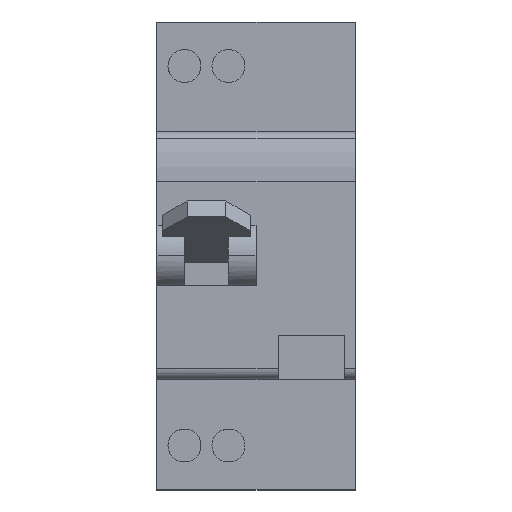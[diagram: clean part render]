
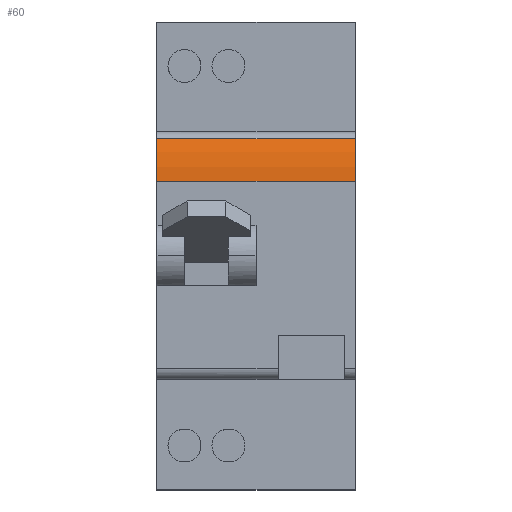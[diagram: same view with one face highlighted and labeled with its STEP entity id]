
A CAD part, top view. The second image highlights one B-rep face of the part: STEP entity #60.
In plain terms, the highlighted free-form (B-spline) face has degree [2, 1] with [9, 2] control points.
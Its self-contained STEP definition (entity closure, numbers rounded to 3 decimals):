
#60=ADVANCED_FACE('',(#132),#2430,.T.);
#132=FACE_OUTER_BOUND('',#210,.T.);
#210=EDGE_LOOP('',(#474,#475,#476,#477));
#474=ORIENTED_EDGE('',*,*,#1740,.F.);
#475=ORIENTED_EDGE('',*,*,#1683,.F.);
#476=ORIENTED_EDGE('',*,*,#1757,.F.);
#477=ORIENTED_EDGE('',*,*,#1696,.F.);
#658=(
BOUNDED_CURVE()
B_SPLINE_CURVE(2,(#3888,#3889,#3890),.UNSPECIFIED.,.F.,.F.)
B_SPLINE_CURVE_WITH_KNOTS((3,3),(-8.096,0.),.UNSPECIFIED.)
CURVE()
GEOMETRIC_REPRESENTATION_ITEM()
RATIONAL_B_SPLINE_CURVE((1.,0.98,1.))
REPRESENTATION_ITEM('')
);
#659=(
BOUNDED_CURVE()
B_SPLINE_CURVE(2,(#3891,#3892,#3893),.UNSPECIFIED.,.F.,.F.)
B_SPLINE_CURVE_WITH_KNOTS((3,3),(-8.096,0.),.UNSPECIFIED.)
CURVE()
GEOMETRIC_REPRESENTATION_ITEM()
RATIONAL_B_SPLINE_CURVE((1.,0.98,1.))
REPRESENTATION_ITEM('')
);
#669=(
BOUNDED_CURVE()
B_SPLINE_CURVE(2,(#3977,#3978,#3979),.UNSPECIFIED.,.F.,.F.)
B_SPLINE_CURVE_WITH_KNOTS((3,3),(-8.096,0.),.UNSPECIFIED.)
CURVE()
GEOMETRIC_REPRESENTATION_ITEM()
RATIONAL_B_SPLINE_CURVE((1.,0.98,1.))
REPRESENTATION_ITEM('')
);
#670=(
BOUNDED_CURVE()
B_SPLINE_CURVE(2,(#3980,#3981,#3982),.UNSPECIFIED.,.F.,.F.)
B_SPLINE_CURVE_WITH_KNOTS((3,3),(-8.096,0.),.UNSPECIFIED.)
CURVE()
GEOMETRIC_REPRESENTATION_ITEM()
RATIONAL_B_SPLINE_CURVE((1.,0.98,1.))
REPRESENTATION_ITEM('')
);
#779=PCURVE('',#2372,#1143);
#799=PCURVE('',#2422,#1163);
#860=PCURVE('',#2380,#1224);
#882=PCURVE('',#2381,#1246);
#950=PCURVE('',#2430,#1314);
#951=PCURVE('',#2430,#1315);
#952=PCURVE('',#2430,#1316);
#953=PCURVE('',#2430,#1317);
#1143=DEFINITIONAL_REPRESENTATION('',(#1898),#4639);
#1163=DEFINITIONAL_REPRESENTATION('',(#1930),#4639);
#1224=DEFINITIONAL_REPRESENTATION('',(#659),#4639);
#1246=DEFINITIONAL_REPRESENTATION('',(#670),#4639);
#1314=DEFINITIONAL_REPRESENTATION('',(#2115),#4639);
#1315=DEFINITIONAL_REPRESENTATION('',(#2116),#4639);
#1316=DEFINITIONAL_REPRESENTATION('',(#2117),#4639);
#1317=DEFINITIONAL_REPRESENTATION('',(#2118),#4639);
#1501=SURFACE_CURVE('',#1897,(#779,#951),.PCURVE_S1.);
#1514=SURFACE_CURVE('',#1929,(#799,#953),.PCURVE_S1.);
#1558=SURFACE_CURVE('',#658,(#860,#950),.PCURVE_S1.);
#1575=SURFACE_CURVE('',#669,(#882,#952),.PCURVE_S1.);
#1683=EDGE_CURVE('',#2294,#2295,#1501,.T.);
#1696=EDGE_CURVE('',#2302,#2303,#1514,.T.);
#1740=EDGE_CURVE('',#2295,#2302,#1558,.T.);
#1757=EDGE_CURVE('',#2303,#2294,#1575,.T.);
#1897=B_SPLINE_CURVE_WITH_KNOTS('',1,(#3565,#3566),.UNSPECIFIED.,.F.,.F.,
(2,2),(0.,36.),.UNSPECIFIED.);
#1898=B_SPLINE_CURVE_WITH_KNOTS('',1,(#3567,#3568),.UNSPECIFIED.,.F.,.F.,
(2,2),(0.,36.),.UNSPECIFIED.);
#1929=B_SPLINE_CURVE_WITH_KNOTS('',1,(#3632,#3633),.UNSPECIFIED.,.F.,.F.,
(2,2),(0.,36.),.UNSPECIFIED.);
#1930=B_SPLINE_CURVE_WITH_KNOTS('',1,(#3634,#3635),.UNSPECIFIED.,.F.,.F.,
(2,2),(0.,36.),.UNSPECIFIED.);
#2115=B_SPLINE_CURVE_WITH_KNOTS('',1,(#4253,#4254),.UNSPECIFIED.,.F.,.F.,
(2,2),(-8.096,0.),.UNSPECIFIED.);
#2116=B_SPLINE_CURVE_WITH_KNOTS('',1,(#4255,#4256),.UNSPECIFIED.,.F.,.F.,
(2,2),(0.,36.),.UNSPECIFIED.);
#2117=B_SPLINE_CURVE_WITH_KNOTS('',1,(#4257,#4258),.UNSPECIFIED.,.F.,.F.,
(2,2),(-8.096,0.),.UNSPECIFIED.);
#2118=B_SPLINE_CURVE_WITH_KNOTS('',1,(#4259,#4260),.UNSPECIFIED.,.F.,.F.,
(2,2),(0.,36.),.UNSPECIFIED.);
#2294=VERTEX_POINT('',#3232);
#2295=VERTEX_POINT('',#3233);
#2302=VERTEX_POINT('',#3240);
#2303=VERTEX_POINT('',#3241);
#2372=B_SPLINE_SURFACE_WITH_KNOTS('',1,1,((#2694,#2695),(#2696,#2697)),
 .UNSPECIFIED.,.F.,.F.,.F.,(2,2),(2,2),(-21.612,21.612),
(-20.412,20.412),.UNSPECIFIED.);
#2380=B_SPLINE_SURFACE_WITH_KNOTS('',1,1,((#2834,#2835),(#2836,#2837)),
 .UNSPECIFIED.,.F.,.F.,.F.,(2,2),(2,2),(-51.012,51.012),
(-41.712,41.712),.UNSPECIFIED.);
#2381=B_SPLINE_SURFACE_WITH_KNOTS('',1,1,((#2838,#2839),(#2840,#2841)),
 .UNSPECIFIED.,.F.,.F.,.F.,(2,2),(2,2),(-39.612,39.612),(-51.012,
51.012),.UNSPECIFIED.);
#2422=(
BOUNDED_SURFACE()
B_SPLINE_SURFACE(2,1,((#2702,#2703),(#2704,#2705),(#2706,#2707),(#2708,
#2709),(#2710,#2711),(#2712,#2713),(#2714,#2715),(#2716,#2717),(#2718,#2719)),
 .UNSPECIFIED.,.T.,.F.,.F.)
B_SPLINE_SURFACE_WITH_KNOTS((3,2,2,2,3),(2,2),(0.,1.571,3.142,
4.712,6.283),(0.,43.224),.UNSPECIFIED.)
GEOMETRIC_REPRESENTATION_ITEM()
RATIONAL_B_SPLINE_SURFACE(((1.,1.),(0.707,0.707),
(1.,1.),(0.707,0.707),(1.,1.),(0.707,
0.707),(1.,1.),(0.707,0.707),(1.,1.)))
REPRESENTATION_ITEM('')
SURFACE()
);
#2430=(
BOUNDED_SURFACE()
B_SPLINE_SURFACE(2,1,((#2910,#2911),(#2912,#2913),(#2914,#2915),(#2916,
#2917),(#2918,#2919),(#2920,#2921),(#2922,#2923),(#2924,#2925),(#2926,#2927)),
 .UNSPECIFIED.,.T.,.F.,.F.)
B_SPLINE_SURFACE_WITH_KNOTS((3,2,2,2,3),(2,2),(0.,40.,80.,
120.,160.),(0.,43.224),.UNSPECIFIED.)
GEOMETRIC_REPRESENTATION_ITEM()
RATIONAL_B_SPLINE_SURFACE(((1.,1.),(0.707,0.707),
(1.,1.),(0.707,0.707),(1.,1.),(0.707,
0.707),(1.,1.),(0.707,0.707),(1.,1.)))
REPRESENTATION_ITEM('')
SURFACE()
);
#2694=CARTESIAN_POINT('',(77.96,-148.99,74.002));
#2695=CARTESIAN_POINT('',(77.96,-108.166,74.002));
#2696=CARTESIAN_POINT('',(121.184,-148.99,74.002));
#2697=CARTESIAN_POINT('',(121.184,-108.166,74.002));
#2702=CARTESIAN_POINT('',(121.184,-104.578,68.585));
#2703=CARTESIAN_POINT('',(77.96,-104.578,68.585));
#2704=CARTESIAN_POINT('',(121.184,-106.578,68.585));
#2705=CARTESIAN_POINT('',(77.96,-106.578,68.585));
#2706=CARTESIAN_POINT('',(121.184,-106.578,70.585));
#2707=CARTESIAN_POINT('',(77.96,-106.578,70.585));
#2708=CARTESIAN_POINT('',(121.184,-106.578,72.585));
#2709=CARTESIAN_POINT('',(77.96,-106.578,72.585));
#2710=CARTESIAN_POINT('',(121.184,-104.578,72.585));
#2711=CARTESIAN_POINT('',(77.96,-104.578,72.585));
#2712=CARTESIAN_POINT('',(121.184,-102.578,72.585));
#2713=CARTESIAN_POINT('',(77.96,-102.578,72.585));
#2714=CARTESIAN_POINT('',(121.184,-102.578,70.585));
#2715=CARTESIAN_POINT('',(77.96,-102.578,70.585));
#2716=CARTESIAN_POINT('',(121.184,-102.578,68.585));
#2717=CARTESIAN_POINT('',(77.96,-102.578,68.585));
#2718=CARTESIAN_POINT('',(121.184,-104.578,68.585));
#2719=CARTESIAN_POINT('',(77.96,-104.578,68.585));
#2834=CARTESIAN_POINT('',(81.572,-176.09,84.464));
#2835=CARTESIAN_POINT('',(81.572,-176.09,1.04));
#2836=CARTESIAN_POINT('',(81.572,-74.066,84.464));
#2837=CARTESIAN_POINT('',(81.572,-74.066,1.04));
#2838=CARTESIAN_POINT('',(117.572,-176.09,80.614));
#2839=CARTESIAN_POINT('',(117.572,-74.066,80.614));
#2840=CARTESIAN_POINT('',(117.572,-176.09,1.39));
#2841=CARTESIAN_POINT('',(117.572,-74.066,1.39));
#2910=CARTESIAN_POINT('',(121.184,-111.578,34.002));
#2911=CARTESIAN_POINT('',(77.96,-111.578,34.002));
#2912=CARTESIAN_POINT('',(121.184,-131.578,34.002));
#2913=CARTESIAN_POINT('',(77.96,-131.578,34.002));
#2914=CARTESIAN_POINT('',(121.184,-131.578,54.002));
#2915=CARTESIAN_POINT('',(77.96,-131.578,54.002));
#2916=CARTESIAN_POINT('',(121.184,-131.578,74.002));
#2917=CARTESIAN_POINT('',(77.96,-131.578,74.002));
#2918=CARTESIAN_POINT('',(121.184,-111.578,74.002));
#2919=CARTESIAN_POINT('',(77.96,-111.578,74.002));
#2920=CARTESIAN_POINT('',(121.184,-91.578,74.002));
#2921=CARTESIAN_POINT('',(77.96,-91.578,74.002));
#2922=CARTESIAN_POINT('',(121.184,-91.578,54.002));
#2923=CARTESIAN_POINT('',(77.96,-91.578,54.002));
#2924=CARTESIAN_POINT('',(121.184,-91.578,34.002));
#2925=CARTESIAN_POINT('',(77.96,-91.578,34.002));
#2926=CARTESIAN_POINT('',(121.184,-111.578,34.002));
#2927=CARTESIAN_POINT('',(77.96,-111.578,34.002));
#3232=CARTESIAN_POINT('',(117.572,-111.578,74.002));
#3233=CARTESIAN_POINT('',(81.572,-111.578,74.002));
#3240=CARTESIAN_POINT('',(81.572,-103.8,72.428));
#3241=CARTESIAN_POINT('',(117.572,-103.8,72.428));
#3565=CARTESIAN_POINT('',(117.572,-111.578,74.002));
#3566=CARTESIAN_POINT('',(81.572,-111.578,74.002));
#3567=CARTESIAN_POINT('',(18.,17.));
#3568=CARTESIAN_POINT('',(-18.,17.));
#3632=CARTESIAN_POINT('',(81.572,-103.8,72.428));
#3633=CARTESIAN_POINT('',(117.572,-103.8,72.428));
#3634=CARTESIAN_POINT('',(3.556,39.612));
#3635=CARTESIAN_POINT('',(3.556,3.612));
#3888=CARTESIAN_POINT('',(81.572,-111.578,74.002));
#3889=CARTESIAN_POINT('',(81.572,-107.53,74.002));
#3890=CARTESIAN_POINT('',(81.572,-103.8,72.428));
#3891=CARTESIAN_POINT('',(13.5,-31.25));
#3892=CARTESIAN_POINT('',(17.548,-31.25));
#3893=CARTESIAN_POINT('',(21.278,-29.676));
#3977=CARTESIAN_POINT('',(117.572,-103.8,72.428));
#3978=CARTESIAN_POINT('',(117.572,-107.53,74.002));
#3979=CARTESIAN_POINT('',(117.572,-111.578,74.002));
#3980=CARTESIAN_POINT('',(-31.426,21.278));
#3981=CARTESIAN_POINT('',(-33.,17.548));
#3982=CARTESIAN_POINT('',(-33.,13.5));
#4253=CARTESIAN_POINT('',(80.,39.612));
#4254=CARTESIAN_POINT('',(90.564,39.612));
#4255=CARTESIAN_POINT('',(80.,3.612));
#4256=CARTESIAN_POINT('',(80.,39.612));
#4257=CARTESIAN_POINT('',(90.564,3.612));
#4258=CARTESIAN_POINT('',(80.,3.612));
#4259=CARTESIAN_POINT('',(90.564,39.612));
#4260=CARTESIAN_POINT('',(90.564,3.612));
#4639=(
GEOMETRIC_REPRESENTATION_CONTEXT(2)
PARAMETRIC_REPRESENTATION_CONTEXT()
REPRESENTATION_CONTEXT('pspace','')
);
